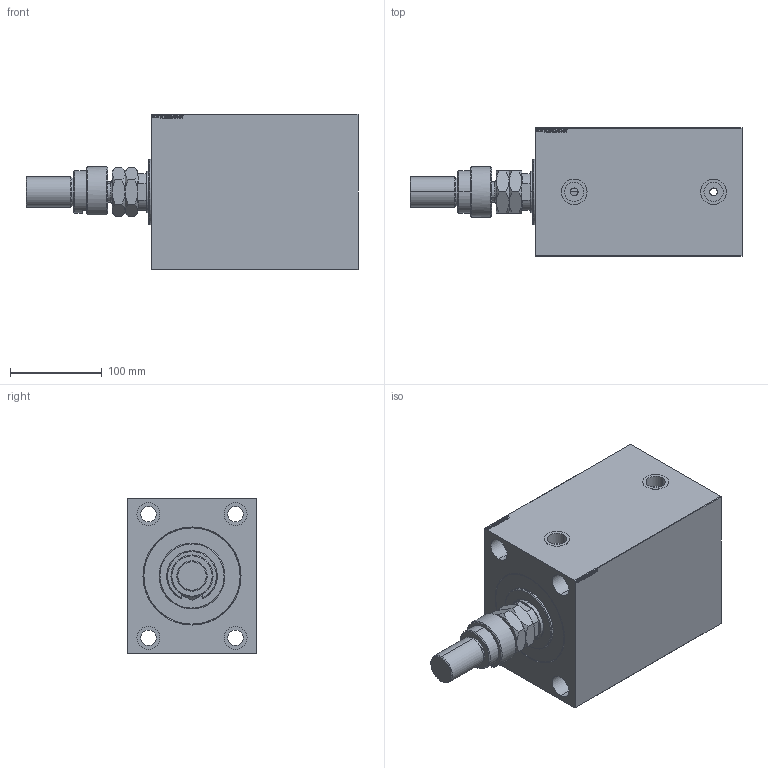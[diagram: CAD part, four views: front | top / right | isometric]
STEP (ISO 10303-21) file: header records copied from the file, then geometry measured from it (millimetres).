
FILE_DESCRIPTION (( 'STEP AP203' ), '1' );
FILE_NAME ('1d33.STEP', '2022-04-17T03:59:47', ( '' ), ( '' ), 'SwSTEP 2.0', 'SolidWorks 2019', '' );
FILE_SCHEMA (( 'CONFIG_CONTROL_DESIGN' ));
Length unit declared in the file: millimetre
Products named in the file (7): FEMALE_PART_FOR_DFA 0571b1fc5336d89e4d3904965617fb13; MFA 0571b1fc5336d89e4d3904965617fb13; 1d33; V450CM_VC_B 0571b1fc5336d89e4d3904965617fb13; V450CM_C_VCP 0571b1fc5336d89e4d3904965617fb13; V450CM_C_Body 0571b1fc5336d89e4d3904965617fb13; DFA 0571b1fc5336d89e4d3904965617fb13
Assembly tree (6 placements, depth 3):
  1d33
    V450CM_C_Body 0571b1fc5336d89e4d3904965617fb13
    V450CM_C_VCP 0571b1fc5336d89e4d3904965617fb13
    V450CM_VC_B 0571b1fc5336d89e4d3904965617fb13
    DFA 0571b1fc5336d89e4d3904965617fb13
      FEMALE_PART_FOR_DFA 0571b1fc5336d89e4d3904965617fb13
      MFA 0571b1fc5336d89e4d3904965617fb13
Bounding box: 362 x 140 x 170 mm (x, y, z)
Volume: 4493715.2 mm3; surface area: 395709.1 mm2
Topology: 5 solids, 5 shells, 964 faces, 2428 edges, 1593 vertices
Faces by surface type: plane 441, bspline 380, cylinder 85, cone 54, torus 4
Entity records: 47421 total; most frequent: CARTESIAN_POINT 26059, ORIENTED_EDGE 4852, DIRECTION 3014, EDGE_CURVE 2426, VERTEX_POINT 1593, VECTOR 1374, LINE 1374, EDGE_LOOP 1101
